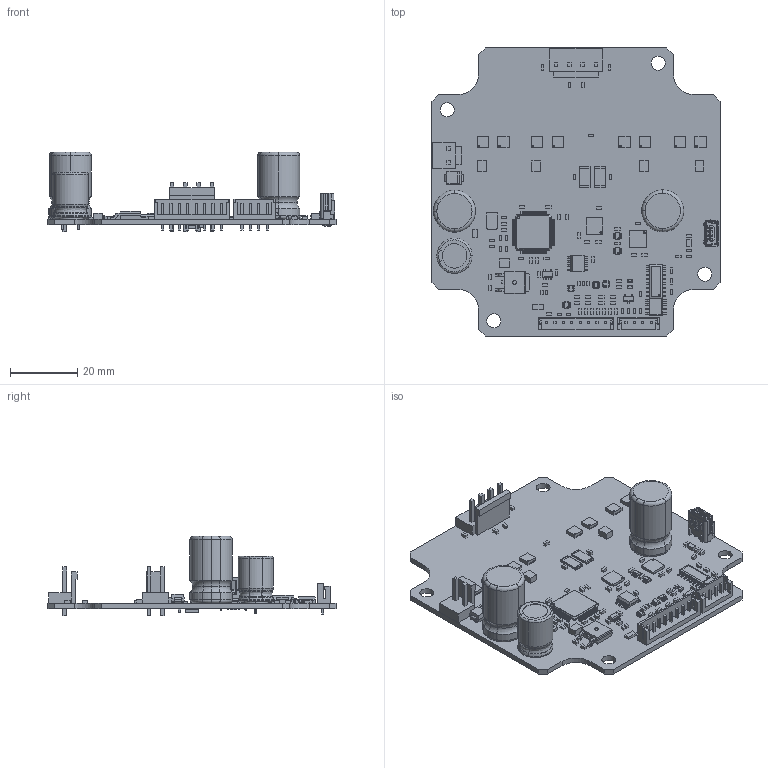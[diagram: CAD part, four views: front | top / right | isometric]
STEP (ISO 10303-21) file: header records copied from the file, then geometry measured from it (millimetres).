
FILE_DESCRIPTION(('NEMONOS IDF-Tool'),'2;1');
FILE_NAME('tmcm-1181_v30_3d.stp','2016-08-29T16:05:08',('Author'),(''), 'Open CASCADE STEP processor 6.8','IDF-Tool','Unknown');
FILE_SCHEMA(('AUTOMOTIVE_DESIGN_CC2 { 1 2 10303 214 -1 1 5 4 }'));
Length unit declared in the file: millimetre
Products named in the file (261): ASSEMBLY; Outline; Chamfer; Array; Array001; Clone_of_Fillet001_(Mirror_#1); SOLID; COMPOUND; B4P-VH; B2P-VH; B8B-EH-A; B4B-EH-A; Cut; Chamfer001; Chamfer002; Cut001; Fillet; Fillet001; Array002; Array003; Array004; Array005; Array006; Array007; Fillet002; Fillet003; Array008; Array009; Array010; Array011; Array012; Array013; Chamfer003; Array_(Mirror_#1); Array_(Mirror_#1)001; Array_(Mirror_#1)002; Array_(Mirror_#1)003; Array014; Array015; Array016 ...
Assembly tree (325 placements, depth 2):
  ASSEMBLY
    Outline
    Chamfer
    Array
    Array001
    Clone_of_Fillet001_(Mirror_#1)
    SOLID
    COMPOUND
    B4P-VH
    B2P-VH
    B8B-EH-A
    B4B-EH-A
    Cut
    Chamfer001
    Chamfer002
    Cut001
    Fillet
    Fillet001
    Array002
    Array003
    Array004
    Array005
    Array006
    Array007
    Fillet002
    Fillet003
    Array008
    Array009
    Array010
    Array011
    Array012
    Array013
    Chamfer003
    Array_(Mirror_#1)
    Array_(Mirror_#1)001
    Array_(Mirror_#1)002
    Array_(Mirror_#1)003
    Array014
    Array015
    Array016
    Array017
    Chamfer004
    Array_(Mirror_#1)004
    Array_(Mirror_#1)005
    Array_(Mirror_#1)006
    Array_(Mirror_#1)007
    Array018
    Array019
    Array020
    Array021
    SW3DPS-SO-16-DEFAULT
    Box001
    Box002
    Box003
    Box004
    Box005
    Cylinder
    Box011
    Box010
    Box015
Bounding box: 85.9 x 85.9 x 23.75 mm (x, y, z)
Volume: 18736 mm3; surface area: 23944 mm2
Topology: 323 solids, 323 shells, 4508 faces, 11056 edges, 7274 vertices
Faces by surface type: plane 3362, cylinder 610, bspline 423, torus 52, cone 37, sphere 20, extrusion 4
Full cylindrical faces by diameter (mm): 0.2 x2, 0.3 x2, 0.6 x2, 0.7 x7, 1 x18, 1.18 x1, 1.7 x6, 4.2 x4
Entity records: 352182 total; most frequent: CARTESIAN_POINT 130597, DIRECTION 34962, VECTOR 23595, LINE 23591, ORIENTED_EDGE 20424, PCURVE 20424, DEFINITIONAL_REPRESENTATION 20424, EDGE_CURVE 10212
